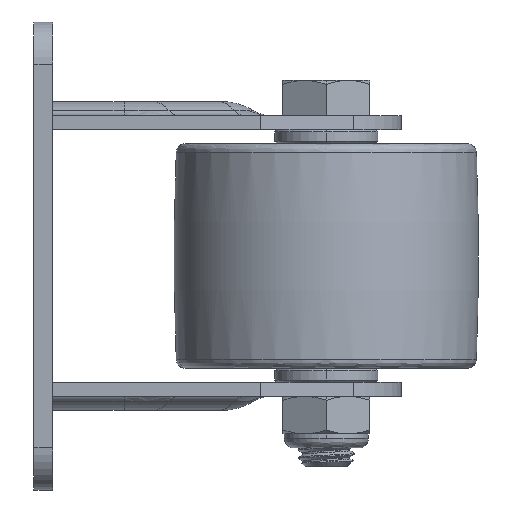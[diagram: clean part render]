
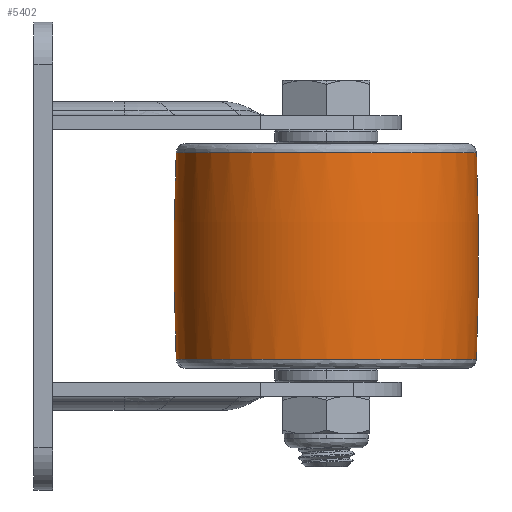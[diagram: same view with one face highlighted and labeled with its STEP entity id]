
A CAD part, left-side view. The second image highlights one B-rep face of the part: STEP entity #5402.
In plain terms, the highlighted toroidal (fillet/blend) face has major radius 543.75 mm and minor radius 576.25 mm.
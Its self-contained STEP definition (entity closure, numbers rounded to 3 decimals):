
#867 = CARTESIAN_POINT ( 'NONE',  ( 0., 492.95, 0. ) ) ;
#1333 = DIRECTION ( 'NONE',  ( 0., 0., -1. ) ) ;
#1574 = EDGE_CURVE ( 'NONE', #29923, #5100, #24618, .T. ) ;
#1904 = DIRECTION ( 'NONE',  ( 0., 0., 1. ) ) ;
#2063 = CARTESIAN_POINT ( 'NONE',  ( 0., -50.8, 22.077 ) ) ;
#2093 = DIRECTION ( 'NONE',  ( -0.005, 1., 0. ) ) ;
#2148 = CIRCLE ( 'NONE', #16933, 576.25 ) ;
#2243 = CARTESIAN_POINT ( 'NONE',  ( 0., -50.8, -22.077 ) ) ;
#4140 = EDGE_CURVE ( 'NONE', #6204, #5100, #2148, .T. ) ;
#4175 = DIRECTION ( 'NONE',  ( 0., 0., -1. ) ) ;
#4528 = CIRCLE ( 'NONE', #19821, 32.077 ) ;
#5100 = VERTEX_POINT ( 'NONE', #20941 ) ;
#5402 = ADVANCED_FACE ( 'NONE', ( #28192 ), #30829, .T. ) ;
#5531 = CARTESIAN_POINT ( 'NONE',  ( -0.224, -82.876, 22.077 ) ) ;
#6204 = VERTEX_POINT ( 'NONE', #7871 ) ;
#6336 = CARTESIAN_POINT ( 'NONE',  ( 0., -50.8, 0. ) ) ;
#6427 = EDGE_LOOP ( 'NONE', ( #11330, #19533, #26301, #12942, #17548, #16759 ) ) ;
#7871 = CARTESIAN_POINT ( 'NONE',  ( 0., -18.723, 22.077 ) ) ;
#8132 = DIRECTION ( 'NONE',  ( -0.005, 1., 0. ) ) ;
#8674 = VERTEX_POINT ( 'NONE', #9543 ) ;
#8782 = DIRECTION ( 'NONE',  ( -0.007, -1., 0. ) ) ;
#9011 = EDGE_CURVE ( 'NONE', #13724, #8674, #23330, .T. ) ;
#9543 = CARTESIAN_POINT ( 'NONE',  ( 0., -82.877, 22.077 ) ) ;
#10041 = DIRECTION ( 'NONE',  ( 0., 0., -1. ) ) ;
#10214 = DIRECTION ( 'NONE',  ( 0., 1., 0. ) ) ;
#11330 = ORIENTED_EDGE ( 'NONE', *, *, #15495, .F. ) ;
#11588 = CARTESIAN_POINT ( 'NONE',  ( 0., -50.8, 22.077 ) ) ;
#12446 = DIRECTION ( 'NONE',  ( 0., 0., -1. ) ) ;
#12942 = ORIENTED_EDGE ( 'NONE', *, *, #4140, .T. ) ;
#13031 = DIRECTION ( 'NONE',  ( 0., 0., 1. ) ) ;
#13455 = DIRECTION ( 'NONE',  ( 1., 0., 0. ) ) ;
#13596 = AXIS2_PLACEMENT_3D ( 'NONE', #867, #13455, #1333 ) ;
#13724 = VERTEX_POINT ( 'NONE', #5531 ) ;
#13996 = DIRECTION ( 'NONE',  ( 0., 0., 1. ) ) ;
#14033 = CARTESIAN_POINT ( 'NONE',  ( -0.157, -18.723, -22.077 ) ) ;
#15322 = CARTESIAN_POINT ( 'NONE',  ( 0., -50.8, -22.077 ) ) ;
#15495 = EDGE_CURVE ( 'NONE', #8674, #28698, #15619, .T. ) ;
#15619 = CIRCLE ( 'NONE', #13596, 576.25 ) ;
#16759 = ORIENTED_EDGE ( 'NONE', *, *, #22080, .F. ) ;
#16933 = AXIS2_PLACEMENT_3D ( 'NONE', #20217, #27559, #13031 ) ;
#17548 = ORIENTED_EDGE ( 'NONE', *, *, #1574, .F. ) ;
#19533 = ORIENTED_EDGE ( 'NONE', *, *, #9011, .F. ) ;
#19821 = AXIS2_PLACEMENT_3D ( 'NONE', #2063, #1904, #8782 ) ;
#20217 = CARTESIAN_POINT ( 'NONE',  ( 0., -594.55, 0. ) ) ;
#20941 = CARTESIAN_POINT ( 'NONE',  ( 0., -18.723, -22.077 ) ) ;
#21447 = CIRCLE ( 'NONE', #22971, 32.077 ) ;
#22080 = EDGE_CURVE ( 'NONE', #28698, #29923, #21447, .T. ) ;
#22971 = AXIS2_PLACEMENT_3D ( 'NONE', #15322, #10041, #8132 ) ;
#23330 = CIRCLE ( 'NONE', #24855, 32.077 ) ;
#23600 = CARTESIAN_POINT ( 'NONE',  ( 0., -82.877, -22.077 ) ) ;
#24618 = CIRCLE ( 'NONE', #28697, 32.077 ) ;
#24855 = AXIS2_PLACEMENT_3D ( 'NONE', #11588, #13996, #26270 ) ;
#26270 = DIRECTION ( 'NONE',  ( -0.007, -1., 0. ) ) ;
#26301 = ORIENTED_EDGE ( 'NONE', *, *, #29919, .F. ) ;
#27559 = DIRECTION ( 'NONE',  ( -1., 0., 0. ) ) ;
#28192 = FACE_OUTER_BOUND ( 'NONE', #6427, .T. ) ;
#28697 = AXIS2_PLACEMENT_3D ( 'NONE', #2243, #4175, #2093 ) ;
#28698 = VERTEX_POINT ( 'NONE', #23600 ) ;
#29797 = AXIS2_PLACEMENT_3D ( 'NONE', #6336, #12446, #10214 ) ;
#29919 = EDGE_CURVE ( 'NONE', #6204, #13724, #4528, .T. ) ;
#29923 = VERTEX_POINT ( 'NONE', #14033 ) ;
#30829 = TOROIDAL_SURFACE ( 'NONE', #29797, -543.75, 576.25 ) ;
